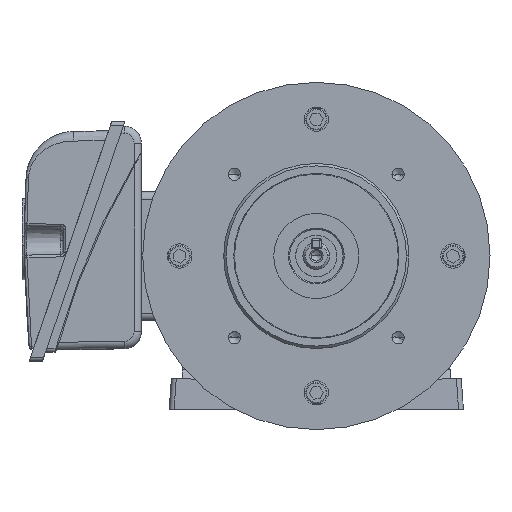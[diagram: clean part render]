
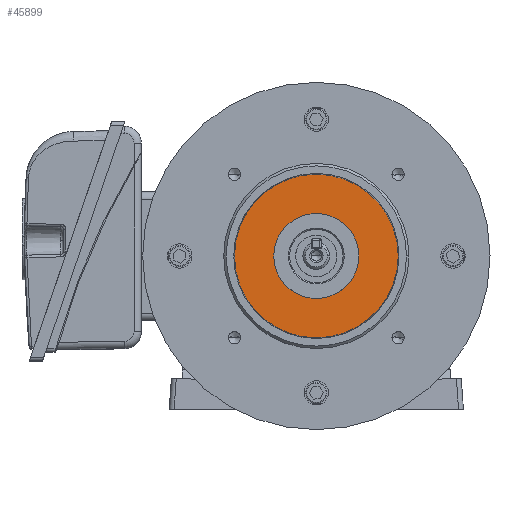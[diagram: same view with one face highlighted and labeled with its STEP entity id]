
A CAD part, top view. The second image highlights one B-rep face of the part: STEP entity #45899.
In plain terms, the highlighted face is planar.
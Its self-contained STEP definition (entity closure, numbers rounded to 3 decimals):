
#5492 = DIRECTION ( 'NONE',  ( 1., 0., 0. ) ) ;
#7464 = DIRECTION ( 'NONE',  ( 1., 0., 0. ) ) ;
#9067 = CIRCLE ( 'NONE', #27398, 17.5 ) ;
#9632 = AXIS2_PLACEMENT_3D ( 'NONE', #10830, #15721, #38161 ) ;
#10296 = ORIENTED_EDGE ( 'NONE', *, *, #43752, .F. ) ;
#10830 = CARTESIAN_POINT ( 'NONE',  ( 0., 0., -3.501 ) ) ;
#12897 = VERTEX_POINT ( 'NONE', #26314 ) ;
#13602 = VERTEX_POINT ( 'NONE', #18919 ) ;
#14630 = DIRECTION ( 'NONE',  ( 0., 0., 1. ) ) ;
#15408 = DIRECTION ( 'NONE',  ( 1., 0., 0. ) ) ;
#15721 = DIRECTION ( 'NONE',  ( 0., 0., 1. ) ) ;
#16491 = DIRECTION ( 'NONE',  ( 0., 0., 1. ) ) ;
#17301 = ORIENTED_EDGE ( 'NONE', *, *, #38136, .T. ) ;
#18919 = CARTESIAN_POINT ( 'NONE',  ( 33.686, 0., -3.501 ) ) ;
#19279 = CIRCLE ( 'NONE', #41834, 17.5 ) ;
#20068 = CARTESIAN_POINT ( 'NONE',  ( -17.5, 0., -3.501 ) ) ;
#20162 = ORIENTED_EDGE ( 'NONE', *, *, #34970, .T. ) ;
#22967 = CARTESIAN_POINT ( 'NONE',  ( 0., 0., -3.501 ) ) ;
#23737 = DIRECTION ( 'NONE',  ( 0., 0., 1. ) ) ;
#25869 = CIRCLE ( 'NONE', #9632, 33.686 ) ;
#26314 = CARTESIAN_POINT ( 'NONE',  ( -33.686, 0., -3.501 ) ) ;
#27169 = FACE_BOUND ( 'NONE', #55942, .T. ) ;
#27398 = AXIS2_PLACEMENT_3D ( 'NONE', #41578, #14630, #15408 ) ;
#32355 = CIRCLE ( 'NONE', #37027, 33.686 ) ;
#33012 = CARTESIAN_POINT ( 'NONE',  ( 17.5, 0., -3.501 ) ) ;
#34439 = PLANE ( 'NONE',  #54072 ) ;
#34970 = EDGE_CURVE ( 'NONE', #47138, #42728, #9067, .T. ) ;
#35574 = CARTESIAN_POINT ( 'NONE',  ( 0., 0., -3.501 ) ) ;
#35631 = FACE_OUTER_BOUND ( 'NONE', #48087, .T. ) ;
#37027 = AXIS2_PLACEMENT_3D ( 'NONE', #22967, #23737, #5492 ) ;
#38136 = EDGE_CURVE ( 'NONE', #42728, #47138, #19279, .T. ) ;
#38161 = DIRECTION ( 'NONE',  ( 1., 0., 0. ) ) ;
#41270 = ORIENTED_EDGE ( 'NONE', *, *, #52869, .F. ) ;
#41578 = CARTESIAN_POINT ( 'NONE',  ( 0., 0., -3.501 ) ) ;
#41834 = AXIS2_PLACEMENT_3D ( 'NONE', #35574, #53809, #54013 ) ;
#42728 = VERTEX_POINT ( 'NONE', #33012 ) ;
#43044 = CARTESIAN_POINT ( 'NONE',  ( 0., 17.5, -3.501 ) ) ;
#43752 = EDGE_CURVE ( 'NONE', #12897, #13602, #25869, .T. ) ;
#45899 = ADVANCED_FACE ( 'NONE', ( #35631, #27169 ), #34439, .F. ) ;
#47138 = VERTEX_POINT ( 'NONE', #20068 ) ;
#48087 = EDGE_LOOP ( 'NONE', ( #10296, #41270 ) ) ;
#52869 = EDGE_CURVE ( 'NONE', #13602, #12897, #32355, .T. ) ;
#53809 = DIRECTION ( 'NONE',  ( 0., 0., 1. ) ) ;
#54013 = DIRECTION ( 'NONE',  ( 1., 0., 0. ) ) ;
#54072 = AXIS2_PLACEMENT_3D ( 'NONE', #43044, #16491, #7464 ) ;
#55942 = EDGE_LOOP ( 'NONE', ( #17301, #20162 ) ) ;
